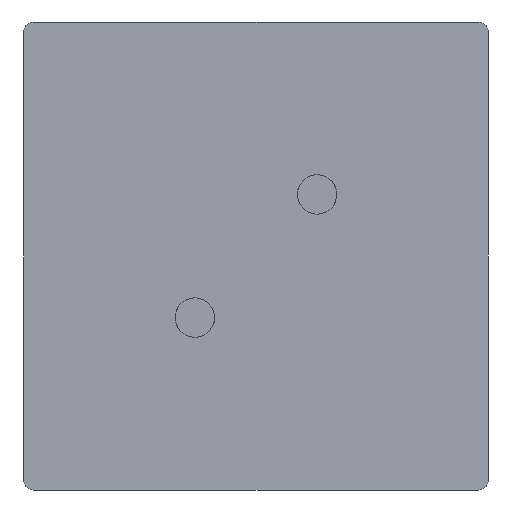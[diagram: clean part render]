
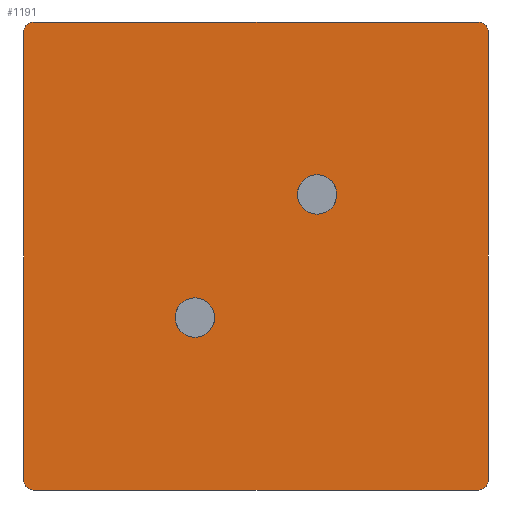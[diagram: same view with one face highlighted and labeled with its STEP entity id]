
A CAD part, front view. The second image highlights one B-rep face of the part: STEP entity #1191.
In plain terms, the highlighted planar face has unit normal (0, -1, 0).
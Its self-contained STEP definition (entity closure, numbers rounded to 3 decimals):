
#15 = DIRECTION ( 'NONE',  ( 0., 1., 0. ) ) ;
#27 = CIRCLE ( 'NONE', #1704, 0.4 ) ;
#39 = DIRECTION ( 'NONE',  ( 0., 0., -1. ) ) ;
#53 = VERTEX_POINT ( 'NONE', #1855 ) ;
#81 = DIRECTION ( 'NONE',  ( 0., 0., 1. ) ) ;
#96 = CARTESIAN_POINT ( 'NONE',  ( 17.373, -3.5, -11.846 ) ) ;
#101 = AXIS2_PLACEMENT_3D ( 'NONE', #1771, #2403, #794 ) ;
#116 = VECTOR ( 'NONE', #1019, 1000. ) ;
#134 = VERTEX_POINT ( 'NONE', #2086 ) ;
#144 = EDGE_CURVE ( 'NONE', #1930, #409, #27, .T. ) ;
#145 = EDGE_CURVE ( 'NONE', #2162, #409, #187, .T. ) ;
#157 = VECTOR ( 'NONE', #176, 1000. ) ;
#159 = DIRECTION ( 'NONE',  ( 0., 0., 1. ) ) ;
#176 = DIRECTION ( 'NONE',  ( 1., 0., 0. ) ) ;
#187 = LINE ( 'NONE', #432, #2211 ) ;
#192 = DIRECTION ( 'NONE',  ( 0., 0., 1. ) ) ;
#202 = EDGE_LOOP ( 'NONE', ( #1997, #2399, #261, #2297, #488, #698, #255, #1537 ) ) ;
#207 = DIRECTION ( 'NONE',  ( 0., 1., 0. ) ) ;
#217 = EDGE_CURVE ( 'NONE', #53, #1649, #2245, .T. ) ;
#232 = ORIENTED_EDGE ( 'NONE', *, *, #2003, .F. ) ;
#235 = DIRECTION ( 'NONE',  ( 0., -1., 0. ) ) ;
#246 = CARTESIAN_POINT ( 'NONE',  ( 11.615, -3.5, -16.04 ) ) ;
#255 = ORIENTED_EDGE ( 'NONE', *, *, #553, .T. ) ;
#261 = ORIENTED_EDGE ( 'NONE', *, *, #1950, .T. ) ;
#262 = DIRECTION ( 'NONE',  ( 0., 0., 1. ) ) ;
#263 = VERTEX_POINT ( 'NONE', #1848 ) ;
#275 = CARTESIAN_POINT ( 'NONE',  ( 11.615, -3.5, -16.84 ) ) ;
#308 = CIRCLE ( 'NONE', #1770, 0.8 ) ;
#368 = DIRECTION ( 'NONE',  ( 0., 0., 1. ) ) ;
#375 = LINE ( 'NONE', #1198, #157 ) ;
#399 = CARTESIAN_POINT ( 'NONE',  ( 23.119, -3.5, -5.25 ) ) ;
#409 = VERTEX_POINT ( 'NONE', #912 ) ;
#432 = CARTESIAN_POINT ( 'NONE',  ( 23.519, -3.5, 0. ) ) ;
#436 = PLANE ( 'NONE',  #966 ) ;
#478 = ORIENTED_EDGE ( 'NONE', *, *, #1882, .F. ) ;
#488 = ORIENTED_EDGE ( 'NONE', *, *, #217, .T. ) ;
#506 = EDGE_CURVE ( 'NONE', #1786, #859, #2478, .T. ) ;
#553 = EDGE_CURVE ( 'NONE', #1015, #1388, #375, .T. ) ;
#557 = EDGE_CURVE ( 'NONE', #1925, #134, #2544, .T. ) ;
#560 = CARTESIAN_POINT ( 'NONE',  ( 16.573, -3.5, -11.846 ) ) ;
#577 = CARTESIAN_POINT ( 'NONE',  ( 11.615, -3.5, -16.84 ) ) ;
#641 = AXIS2_PLACEMENT_3D ( 'NONE', #577, #1374, #1240 ) ;
#670 = CARTESIAN_POINT ( 'NONE',  ( 5.069, -3.5, -5.25 ) ) ;
#698 = ORIENTED_EDGE ( 'NONE', *, *, #1193, .F. ) ;
#723 = CARTESIAN_POINT ( 'NONE',  ( 5.069, -3.5, -4.85 ) ) ;
#756 = EDGE_CURVE ( 'NONE', #53, #1331, #1343, .T. ) ;
#794 = DIRECTION ( 'NONE',  ( 0., 0., 1. ) ) ;
#800 = ORIENTED_EDGE ( 'NONE', *, *, #1059, .F. ) ;
#819 = VECTOR ( 'NONE', #1216, 1000. ) ;
#826 = EDGE_CURVE ( 'NONE', #263, #1786, #2243, .T. ) ;
#838 = DIRECTION ( 'NONE',  ( 0., 0., 1. ) ) ;
#859 = VERTEX_POINT ( 'NONE', #96 ) ;
#903 = FACE_BOUND ( 'NONE', #2593, .T. ) ;
#912 = CARTESIAN_POINT ( 'NONE',  ( 23.519, -3.5, -5.25 ) ) ;
#933 = CIRCLE ( 'NONE', #2334, 0.8 ) ;
#952 = EDGE_CURVE ( 'NONE', #2162, #1388, #1444, .T. ) ;
#964 = DIRECTION ( 'NONE',  ( 0., -1., 0. ) ) ;
#966 = AXIS2_PLACEMENT_3D ( 'NONE', #2476, #235, #39 ) ;
#987 = EDGE_LOOP ( 'NONE', ( #800, #232, #2157 ) ) ;
#1015 = VERTEX_POINT ( 'NONE', #2142 ) ;
#1019 = DIRECTION ( 'NONE',  ( -1., 0., 0. ) ) ;
#1059 = EDGE_CURVE ( 'NONE', #2254, #1925, #2109, .T. ) ;
#1069 = CARTESIAN_POINT ( 'NONE',  ( 4.669, -3.5, -23.436 ) ) ;
#1167 = CARTESIAN_POINT ( 'NONE',  ( 16.573, -3.5, -11.846 ) ) ;
#1184 = CARTESIAN_POINT ( 'NONE',  ( 11.615, -3.5, -16.84 ) ) ;
#1191 = ADVANCED_FACE ( 'NONE', ( #2047, #903, #2474 ), #436, .T. ) ;
#1193 = EDGE_CURVE ( 'NONE', #1015, #1649, #1372, .T. ) ;
#1198 = CARTESIAN_POINT ( 'NONE',  ( 0., -3.5, -23.836 ) ) ;
#1216 = DIRECTION ( 'NONE',  ( 0., 0., -1. ) ) ;
#1219 = DIRECTION ( 'NONE',  ( 0., 0., 1. ) ) ;
#1240 = DIRECTION ( 'NONE',  ( 0., 0., 1. ) ) ;
#1275 = ORIENTED_EDGE ( 'NONE', *, *, #506, .F. ) ;
#1330 = DIRECTION ( 'NONE',  ( 0., 1., 0. ) ) ;
#1331 = VERTEX_POINT ( 'NONE', #723 ) ;
#1332 = AXIS2_PLACEMENT_3D ( 'NONE', #2021, #15, #1219 ) ;
#1343 = CIRCLE ( 'NONE', #2041, 0.4 ) ;
#1357 = CARTESIAN_POINT ( 'NONE',  ( 23.119, -3.5, -23.436 ) ) ;
#1372 = CIRCLE ( 'NONE', #1332, 0.4 ) ;
#1374 = DIRECTION ( 'NONE',  ( 0., -1., 0. ) ) ;
#1388 = VERTEX_POINT ( 'NONE', #1874 ) ;
#1444 = CIRCLE ( 'NONE', #2273, 0.4 ) ;
#1537 = ORIENTED_EDGE ( 'NONE', *, *, #952, .F. ) ;
#1568 = DIRECTION ( 'NONE',  ( 0., 0., 1. ) ) ;
#1638 = ORIENTED_EDGE ( 'NONE', *, *, #826, .F. ) ;
#1647 = CARTESIAN_POINT ( 'NONE',  ( 23.119, -3.5, -4.85 ) ) ;
#1649 = VERTEX_POINT ( 'NONE', #1069 ) ;
#1704 = AXIS2_PLACEMENT_3D ( 'NONE', #399, #207, #2019 ) ;
#1770 = AXIS2_PLACEMENT_3D ( 'NONE', #1167, #2606, #1568 ) ;
#1771 = CARTESIAN_POINT ( 'NONE',  ( 16.573, -3.5, -11.846 ) ) ;
#1779 = LINE ( 'NONE', #1817, #116 ) ;
#1786 = VERTEX_POINT ( 'NONE', #2614 ) ;
#1817 = CARTESIAN_POINT ( 'NONE',  ( 0., -3.5, -4.85 ) ) ;
#1848 = CARTESIAN_POINT ( 'NONE',  ( 16.573, -3.5, -11.046 ) ) ;
#1855 = CARTESIAN_POINT ( 'NONE',  ( 4.669, -3.5, -5.25 ) ) ;
#1874 = CARTESIAN_POINT ( 'NONE',  ( 23.119, -3.5, -23.836 ) ) ;
#1882 = EDGE_CURVE ( 'NONE', #859, #263, #308, .T. ) ;
#1925 = VERTEX_POINT ( 'NONE', #246 ) ;
#1930 = VERTEX_POINT ( 'NONE', #1647 ) ;
#1936 = CARTESIAN_POINT ( 'NONE',  ( 12.415, -3.5, -16.84 ) ) ;
#1950 = EDGE_CURVE ( 'NONE', #1930, #1331, #1779, .T. ) ;
#1986 = DIRECTION ( 'NONE',  ( 0., -1., 0. ) ) ;
#1997 = ORIENTED_EDGE ( 'NONE', *, *, #145, .T. ) ;
#2003 = EDGE_CURVE ( 'NONE', #134, #2254, #933, .T. ) ;
#2019 = DIRECTION ( 'NONE',  ( 0., 0., 1. ) ) ;
#2021 = CARTESIAN_POINT ( 'NONE',  ( 5.069, -3.5, -23.436 ) ) ;
#2041 = AXIS2_PLACEMENT_3D ( 'NONE', #670, #2517, #81 ) ;
#2047 = FACE_BOUND ( 'NONE', #987, .T. ) ;
#2086 = CARTESIAN_POINT ( 'NONE',  ( 11.615, -3.5, -17.64 ) ) ;
#2109 = CIRCLE ( 'NONE', #2420, 0.8 ) ;
#2142 = CARTESIAN_POINT ( 'NONE',  ( 5.069, -3.5, -23.836 ) ) ;
#2157 = ORIENTED_EDGE ( 'NONE', *, *, #557, .F. ) ;
#2162 = VERTEX_POINT ( 'NONE', #2182 ) ;
#2182 = CARTESIAN_POINT ( 'NONE',  ( 23.519, -3.5, -23.436 ) ) ;
#2211 = VECTOR ( 'NONE', #838, 1000. ) ;
#2241 = CARTESIAN_POINT ( 'NONE',  ( 4.669, -3.5, 0. ) ) ;
#2243 = CIRCLE ( 'NONE', #2466, 0.8 ) ;
#2245 = LINE ( 'NONE', #2241, #819 ) ;
#2254 = VERTEX_POINT ( 'NONE', #1936 ) ;
#2272 = DIRECTION ( 'NONE',  ( 0., -1., 0. ) ) ;
#2273 = AXIS2_PLACEMENT_3D ( 'NONE', #1357, #1330, #159 ) ;
#2297 = ORIENTED_EDGE ( 'NONE', *, *, #756, .F. ) ;
#2334 = AXIS2_PLACEMENT_3D ( 'NONE', #275, #2272, #262 ) ;
#2399 = ORIENTED_EDGE ( 'NONE', *, *, #144, .F. ) ;
#2403 = DIRECTION ( 'NONE',  ( 0., -1., 0. ) ) ;
#2420 = AXIS2_PLACEMENT_3D ( 'NONE', #1184, #1986, #192 ) ;
#2466 = AXIS2_PLACEMENT_3D ( 'NONE', #560, #964, #368 ) ;
#2474 = FACE_OUTER_BOUND ( 'NONE', #202, .T. ) ;
#2476 = CARTESIAN_POINT ( 'NONE',  ( 23.119, -3.5, -23.436 ) ) ;
#2478 = CIRCLE ( 'NONE', #101, 0.8 ) ;
#2517 = DIRECTION ( 'NONE',  ( 0., 1., 0. ) ) ;
#2544 = CIRCLE ( 'NONE', #641, 0.8 ) ;
#2593 = EDGE_LOOP ( 'NONE', ( #478, #1275, #1638 ) ) ;
#2606 = DIRECTION ( 'NONE',  ( 0., -1., 0. ) ) ;
#2614 = CARTESIAN_POINT ( 'NONE',  ( 16.573, -3.5, -12.646 ) ) ;
